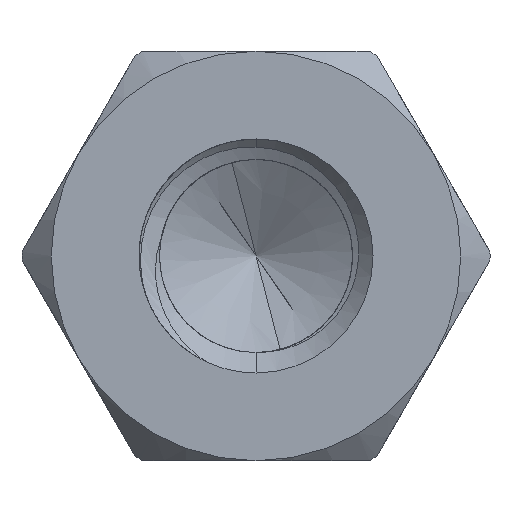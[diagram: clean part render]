
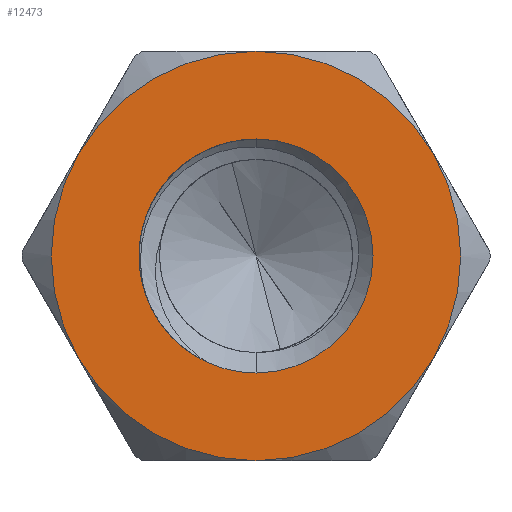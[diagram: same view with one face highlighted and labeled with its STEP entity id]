
A CAD part, front view. The second image highlights one B-rep face of the part: STEP entity #12473.
In plain terms, the highlighted planar face has unit normal (0, -1, 0).
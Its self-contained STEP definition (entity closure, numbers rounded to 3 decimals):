
#1485 = EDGE_CURVE('',#1486,#1488,#1490,.T.);
#1486 = VERTEX_POINT('',#1487);
#1487 = CARTESIAN_POINT('',(-45.217,23.419,
    6.239));
#1488 = VERTEX_POINT('',#1489);
#1489 = CARTESIAN_POINT('',(-43.354,23.419,
    8.967));
#1490 = CIRCLE('',#1491,2.);
#1491 = AXIS2_PLACEMENT_3D('',#1492,#1493,#1494);
#1492 = CARTESIAN_POINT('',(-43.354,23.419,
    6.967));
#1493 = DIRECTION('',(0.,1.,0.));
#1494 = DIRECTION('',(0.,-0.,1.));
#1533 = EDGE_CURVE('',#1488,#1534,#1536,.T.);
#1534 = VERTEX_POINT('',#1535);
#1535 = CARTESIAN_POINT('',(-43.354,23.419,
    4.967));
#1536 = CIRCLE('',#1537,2.);
#1537 = AXIS2_PLACEMENT_3D('',#1538,#1539,#1540);
#1538 = CARTESIAN_POINT('',(-43.354,23.419,
    6.967));
#1539 = DIRECTION('',(0.,1.,0.));
#1540 = DIRECTION('',(0.,-0.,1.));
#6270 = VERTEX_POINT('',#6271);
#6271 = CARTESIAN_POINT('',(-46.385,23.419,
    5.217));
#6326 = VERTEX_POINT('',#6327);
#6327 = CARTESIAN_POINT('',(-46.385,23.419,
    8.717));
#6406 = VERTEX_POINT('',#6407);
#6407 = CARTESIAN_POINT('',(-43.354,23.419,
    10.467));
#6488 = VERTEX_POINT('',#6489);
#6489 = CARTESIAN_POINT('',(-40.323,23.419,
    8.717));
#6568 = VERTEX_POINT('',#6569);
#6569 = CARTESIAN_POINT('',(-40.323,23.419,
    5.217));
#6648 = VERTEX_POINT('',#6649);
#6649 = CARTESIAN_POINT('',(-43.354,23.419,
    3.467));
#9890 = EDGE_CURVE('',#6648,#6270,#9891,.T.);
#9891 = CIRCLE('',#9892,3.5);
#9892 = AXIS2_PLACEMENT_3D('',#9893,#9894,#9895);
#9893 = CARTESIAN_POINT('',(-43.354,23.419,
    6.967));
#9894 = DIRECTION('',(0.,1.,0.));
#9895 = DIRECTION('',(0.,-0.,1.));
#9906 = EDGE_CURVE('',#6568,#6648,#9907,.T.);
#9907 = CIRCLE('',#9908,3.5);
#9908 = AXIS2_PLACEMENT_3D('',#9909,#9910,#9911);
#9909 = CARTESIAN_POINT('',(-43.354,23.419,
    6.967));
#9910 = DIRECTION('',(0.,1.,0.));
#9911 = DIRECTION('',(0.,-0.,1.));
#9924 = EDGE_CURVE('',#6488,#6568,#9925,.T.);
#9925 = CIRCLE('',#9926,3.5);
#9926 = AXIS2_PLACEMENT_3D('',#9927,#9928,#9929);
#9927 = CARTESIAN_POINT('',(-43.354,23.419,
    6.967));
#9928 = DIRECTION('',(0.,1.,0.));
#9929 = DIRECTION('',(0.,-0.,1.));
#9942 = EDGE_CURVE('',#6406,#6488,#9943,.T.);
#9943 = CIRCLE('',#9944,3.5);
#9944 = AXIS2_PLACEMENT_3D('',#9945,#9946,#9947);
#9945 = CARTESIAN_POINT('',(-43.354,23.419,
    6.967));
#9946 = DIRECTION('',(0.,1.,0.));
#9947 = DIRECTION('',(0.,-0.,1.));
#9961 = EDGE_CURVE('',#6326,#6406,#9962,.T.);
#9962 = CIRCLE('',#9963,3.5);
#9963 = AXIS2_PLACEMENT_3D('',#9964,#9965,#9966);
#9964 = CARTESIAN_POINT('',(-43.354,23.419,
    6.967));
#9965 = DIRECTION('',(0.,1.,0.));
#9966 = DIRECTION('',(0.,-0.,1.));
#9980 = EDGE_CURVE('',#6270,#6326,#9981,.T.);
#9981 = CIRCLE('',#9982,3.5);
#9982 = AXIS2_PLACEMENT_3D('',#9983,#9984,#9985);
#9983 = CARTESIAN_POINT('',(-43.354,23.419,
    6.967));
#9984 = DIRECTION('',(0.,1.,0.));
#9985 = DIRECTION('',(0.,-0.,1.));
#11295 = VERTEX_POINT('',#11296);
#11296 = CARTESIAN_POINT('',(-44.186,23.419,
    5.148));
#12441 = EDGE_CURVE('',#1534,#11295,#12442,.T.);
#12442 = CIRCLE('',#12443,2.);
#12443 = AXIS2_PLACEMENT_3D('',#12444,#12445,#12446);
#12444 = CARTESIAN_POINT('',(-43.354,23.419,
    6.967));
#12445 = DIRECTION('',(0.,1.,0.));
#12446 = DIRECTION('',(0.,-0.,1.));
#12460 = EDGE_CURVE('',#11295,#1486,#12461,.T.);
#12461 = CIRCLE('',#12462,2.);
#12462 = AXIS2_PLACEMENT_3D('',#12463,#12464,#12465);
#12463 = CARTESIAN_POINT('',(-43.354,23.419,
    6.967));
#12464 = DIRECTION('',(0.,1.,0.));
#12465 = DIRECTION('',(0.,-0.,1.));
#12473 = ADVANCED_FACE('',(#12474,#12480),#12488,.F.);
#12474 = FACE_BOUND('',#12475,.T.);
#12475 = EDGE_LOOP('',(#12476,#12477,#12478,#12479));
#12476 = ORIENTED_EDGE('',*,*,#12460,.T.);
#12477 = ORIENTED_EDGE('',*,*,#1485,.T.);
#12478 = ORIENTED_EDGE('',*,*,#1533,.T.);
#12479 = ORIENTED_EDGE('',*,*,#12441,.T.);
#12480 = FACE_BOUND('',#12481,.T.);
#12481 = EDGE_LOOP('',(#12482,#12483,#12484,#12485,#12486,#12487));
#12482 = ORIENTED_EDGE('',*,*,#9942,.F.);
#12483 = ORIENTED_EDGE('',*,*,#9961,.F.);
#12484 = ORIENTED_EDGE('',*,*,#9980,.F.);
#12485 = ORIENTED_EDGE('',*,*,#9890,.F.);
#12486 = ORIENTED_EDGE('',*,*,#9906,.F.);
#12487 = ORIENTED_EDGE('',*,*,#9924,.F.);
#12488 = PLANE('',#12489);
#12489 = AXIS2_PLACEMENT_3D('',#12490,#12491,#12492);
#12490 = CARTESIAN_POINT('',(-43.354,23.419,
    6.967));
#12491 = DIRECTION('',(0.,1.,0.));
#12492 = DIRECTION('',(0.,-0.,1.));
